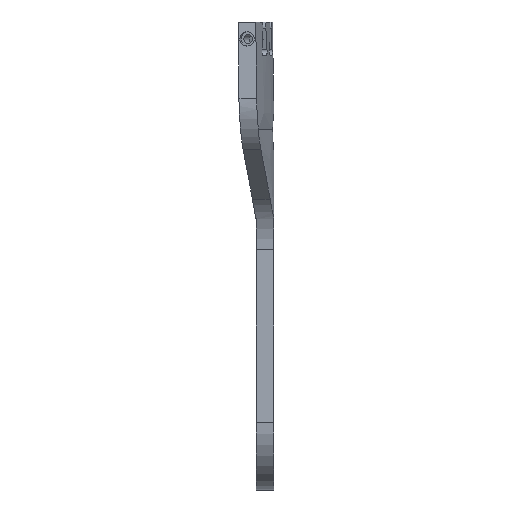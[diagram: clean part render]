
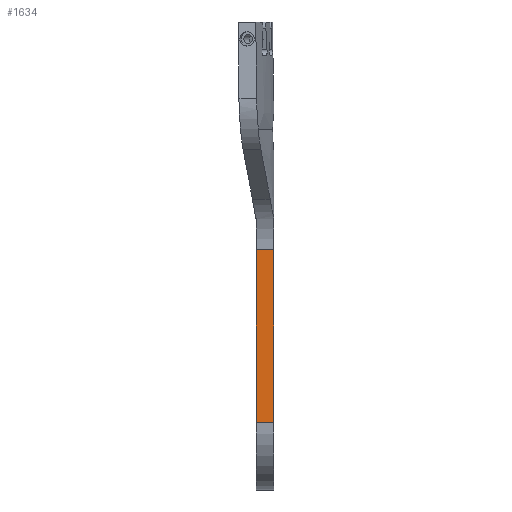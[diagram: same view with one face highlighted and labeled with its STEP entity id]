
A CAD part, left-side view. The second image highlights one B-rep face of the part: STEP entity #1634.
In plain terms, the highlighted planar face has unit normal (-1, 0, 0).
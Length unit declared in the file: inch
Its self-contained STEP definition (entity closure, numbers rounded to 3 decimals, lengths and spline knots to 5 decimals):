
#208=FACE_OUTER_BOUND('',#309,.T.);
#309=EDGE_LOOP('',(#1500,#1501,#1502,#1503));
#367=LINE('',#3293,#465);
#396=LINE('',#3605,#494);
#404=LINE('',#3753,#502);
#408=LINE('',#3763,#506);
#465=VECTOR('',#2001,0.3937);
#494=VECTOR('',#2104,0.3937);
#502=VECTOR('',#2126,0.3937);
#506=VECTOR('',#2136,0.3937);
#724=VERTEX_POINT('',#3290);
#725=VERTEX_POINT('',#3292);
#766=VERTEX_POINT('',#3603);
#771=VERTEX_POINT('',#3752);
#939=EDGE_CURVE('',#724,#725,#367,.T.);
#1000=EDGE_CURVE('',#724,#766,#396,.T.);
#1012=EDGE_CURVE('',#771,#725,#404,.T.);
#1018=EDGE_CURVE('',#766,#771,#408,.T.);
#1500=ORIENTED_EDGE('',*,*,#1000,.T.);
#1501=ORIENTED_EDGE('',*,*,#1018,.T.);
#1502=ORIENTED_EDGE('',*,*,#1012,.T.);
#1503=ORIENTED_EDGE('',*,*,#939,.F.);
#1548=PLANE('',#1786);
#1634=ADVANCED_FACE('',(#208),#1548,.F.);
#1786=AXIS2_PLACEMENT_3D('',#3768,#2143,#2144);
#2001=DIRECTION('',(0.,0.,-1.));
#2104=DIRECTION('',(0.,1.,0.));
#2126=DIRECTION('',(0.,-1.,0.));
#2136=DIRECTION('',(0.,0.,-1.));
#2143=DIRECTION('center_axis',(1.,0.,0.));
#2144=DIRECTION('ref_axis',(0.,-1.,0.));
#3290=CARTESIAN_POINT('',(-2.,-0.45504,-14.6736));
#3292=CARTESIAN_POINT('',(-2.,-0.45504,-18.5));
#3293=CARTESIAN_POINT('',(-2.,-0.45504,-14.));
#3603=CARTESIAN_POINT('',(-2.,-0.0613,-14.6736));
#3605=CARTESIAN_POINT('',(-2.,0.12622,-14.6736));
#3752=CARTESIAN_POINT('',(-2.,-0.0613,-18.5));
#3753=CARTESIAN_POINT('',(-2.,-0.15974,-18.5));
#3763=CARTESIAN_POINT('',(-2.,-0.0613,-14.));
#3768=CARTESIAN_POINT('Origin',(-2.,-0.0613,-14.));
